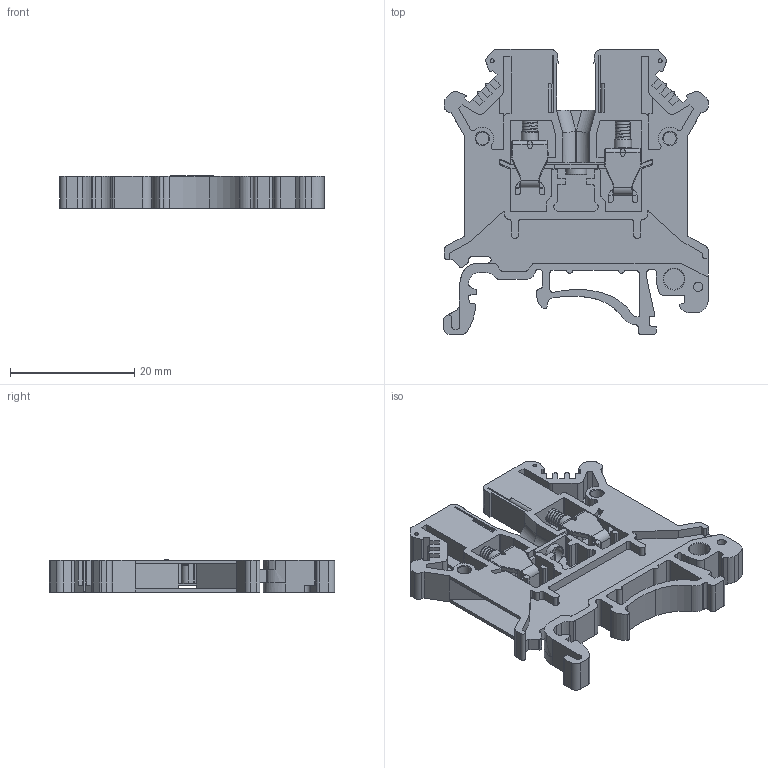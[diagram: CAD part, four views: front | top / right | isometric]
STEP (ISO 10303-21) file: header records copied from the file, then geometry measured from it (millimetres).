
FILE_DESCRIPTION(('STEP AP203'), '1');
FILE_NAME('MTU-2.5', '', ('UNSPECIFIED'), ('UNSPECIFIED'), 'C3D Converter', 'C3D Toolkit', '');
FILE_SCHEMA(('CONFIG_CONTROL_DESIGN'));
Length unit declared in the file: millimetre
Products named in the file (1): MTU-2.5
Bounding box: 42.52 x 45.9 x 5.25 mm (x, y, z)
Surface area: 6696.2 mm2 (no closed solid volume)
Topology: 0 solids, 4 shells, 679 faces, 2160 edges, 1464 vertices
Faces by surface type: plane 393, cylinder 244, bspline 23, torus 19
Full cylindrical faces by diameter (mm): 0.644 x2, 1.482 x1, 2.123 x2, 2.8 x2, 3 x1, 3.318 x1, 3.4 x1
Entity records: 41096 total; most frequent: CARTESIAN_POINT 16698, ORIENTED_EDGE 3945, DIRECTION 3859, EDGE_CURVE 2139, VERTEX_POINT 1464, LINE 1437, VECTOR 1437, AXIS2_PLACEMENT_3D 1211
